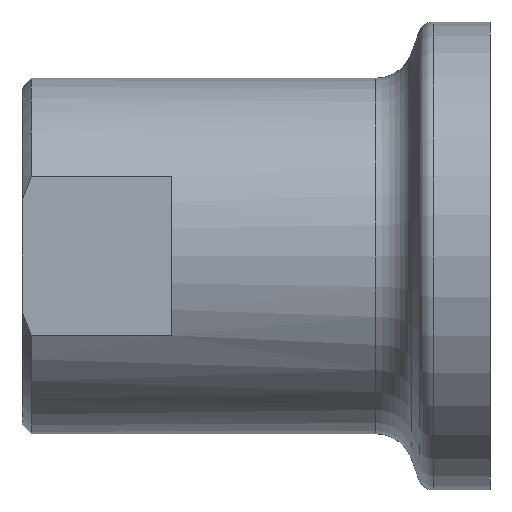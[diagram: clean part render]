
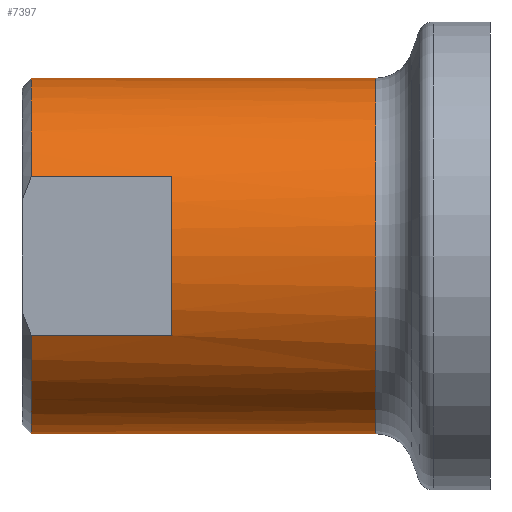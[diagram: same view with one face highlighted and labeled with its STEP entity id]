
A CAD part, front view. The second image highlights one B-rep face of the part: STEP entity #7397.
In plain terms, the highlighted cylindrical face has radius 9.5 mm (diameter 19 mm), a partial arc.
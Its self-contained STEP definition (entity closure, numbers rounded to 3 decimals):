
#53 = CARTESIAN_POINT ( 'NONE',  ( -17., -8.5, -4.243 ) ) ;
#61 = EDGE_CURVE ( 'NONE', #8026, #7319, #2702, .T. ) ;
#309 = CARTESIAN_POINT ( 'NONE',  ( -24.5, -8.5, 4.243 ) ) ;
#389 = VERTEX_POINT ( 'NONE', #3222 ) ;
#828 = DIRECTION ( 'NONE',  ( 0., 0., -1. ) ) ;
#859 = ORIENTED_EDGE ( 'NONE', *, *, #7823, .F. ) ;
#896 = AXIS2_PLACEMENT_3D ( 'NONE', #4741, #7325, #1610 ) ;
#917 = VERTEX_POINT ( 'NONE', #3182 ) ;
#937 = CYLINDRICAL_SURFACE ( 'NONE', #896, 9.5 ) ;
#998 = DIRECTION ( 'NONE',  ( 0., 0., 1. ) ) ;
#1042 = VERTEX_POINT ( 'NONE', #53 ) ;
#1349 = EDGE_CURVE ( 'NONE', #1042, #8026, #5757, .T. ) ;
#1553 = LINE ( 'NONE', #3502, #5905 ) ;
#1610 = DIRECTION ( 'NONE',  ( 0., 0., -1. ) ) ;
#1911 = CARTESIAN_POINT ( 'NONE',  ( -6.092, 0., 0. ) ) ;
#2132 = LINE ( 'NONE', #6034, #7266 ) ;
#2136 = ORIENTED_EDGE ( 'NONE', *, *, #1349, .F. ) ;
#2195 = FACE_OUTER_BOUND ( 'NONE', #8371, .T. ) ;
#2264 = CARTESIAN_POINT ( 'NONE',  ( -24.5, 0., 0. ) ) ;
#2470 = VERTEX_POINT ( 'NONE', #8129 ) ;
#2581 = CARTESIAN_POINT ( 'NONE',  ( 0., 0., 9.5 ) ) ;
#2660 = CARTESIAN_POINT ( 'NONE',  ( -24.5, 0., 0. ) ) ;
#2702 = LINE ( 'NONE', #3840, #7508 ) ;
#2851 = EDGE_CURVE ( 'NONE', #6038, #7319, #3197, .T. ) ;
#3182 = CARTESIAN_POINT ( 'NONE',  ( -6.092, 0., 9.5 ) ) ;
#3197 = CIRCLE ( 'NONE', #7923, 9.5 ) ;
#3222 = CARTESIAN_POINT ( 'NONE',  ( -6.092, 0., -9.5 ) ) ;
#3294 = DIRECTION ( 'NONE',  ( 0., 0., 1. ) ) ;
#3373 = DIRECTION ( 'NONE',  ( -1., 0., 0. ) ) ;
#3445 = DIRECTION ( 'NONE',  ( 1., 0., 0. ) ) ;
#3502 = CARTESIAN_POINT ( 'NONE',  ( 0., -8.5, -4.243 ) ) ;
#3722 = AXIS2_PLACEMENT_3D ( 'NONE', #3957, #6552, #828 ) ;
#3840 = CARTESIAN_POINT ( 'NONE',  ( 0., -8.5, 4.243 ) ) ;
#3845 = DIRECTION ( 'NONE',  ( 1., 0., 0. ) ) ;
#3860 = EDGE_CURVE ( 'NONE', #4159, #2470, #5775, .T. ) ;
#3927 = LINE ( 'NONE', #2581, #5493 ) ;
#3957 = CARTESIAN_POINT ( 'NONE',  ( -17., 0., 0. ) ) ;
#4159 = VERTEX_POINT ( 'NONE', #4252 ) ;
#4252 = CARTESIAN_POINT ( 'NONE',  ( -24.5, -8.5, -4.243 ) ) ;
#4277 = EDGE_CURVE ( 'NONE', #917, #389, #5500, .T. ) ;
#4331 = ORIENTED_EDGE ( 'NONE', *, *, #2851, .T. ) ;
#4370 = CARTESIAN_POINT ( 'NONE',  ( -24.5, 0., 9.5 ) ) ;
#4603 = DIRECTION ( 'NONE',  ( 1., 0., 0. ) ) ;
#4734 = ORIENTED_EDGE ( 'NONE', *, *, #4277, .F. ) ;
#4741 = CARTESIAN_POINT ( 'NONE',  ( 0., 0., 0. ) ) ;
#4776 = ORIENTED_EDGE ( 'NONE', *, *, #8015, .F. ) ;
#4817 = DIRECTION ( 'NONE',  ( 1., 0., 0. ) ) ;
#4965 = AXIS2_PLACEMENT_3D ( 'NONE', #2264, #3445, #998 ) ;
#5493 = VECTOR ( 'NONE', #3845, 1000. ) ;
#5500 = CIRCLE ( 'NONE', #6994, 9.5 ) ;
#5757 = CIRCLE ( 'NONE', #3722, 9.5 ) ;
#5772 = DIRECTION ( 'NONE',  ( 0., 0., -1. ) ) ;
#5775 = CIRCLE ( 'NONE', #4965, 9.5 ) ;
#5905 = VECTOR ( 'NONE', #4817, 1000. ) ;
#5932 = ORIENTED_EDGE ( 'NONE', *, *, #6891, .T. ) ;
#6006 = CARTESIAN_POINT ( 'NONE',  ( -17., -8.5, 4.243 ) ) ;
#6034 = CARTESIAN_POINT ( 'NONE',  ( 0., 0., -9.5 ) ) ;
#6038 = VERTEX_POINT ( 'NONE', #4370 ) ;
#6160 = DIRECTION ( 'NONE',  ( 1., 0., 0. ) ) ;
#6552 = DIRECTION ( 'NONE',  ( -1., 0., 0. ) ) ;
#6891 = EDGE_CURVE ( 'NONE', #2470, #389, #2132, .T. ) ;
#6994 = AXIS2_PLACEMENT_3D ( 'NONE', #1911, #7599, #5772 ) ;
#7266 = VECTOR ( 'NONE', #6160, 1000. ) ;
#7319 = VERTEX_POINT ( 'NONE', #309 ) ;
#7325 = DIRECTION ( 'NONE',  ( 1., 0., 0. ) ) ;
#7397 = ADVANCED_FACE ( 'NONE', ( #2195 ), #937, .T. ) ;
#7508 = VECTOR ( 'NONE', #3373, 1000. ) ;
#7522 = ORIENTED_EDGE ( 'NONE', *, *, #3860, .T. ) ;
#7599 = DIRECTION ( 'NONE',  ( 1., 0., 0. ) ) ;
#7823 = EDGE_CURVE ( 'NONE', #6038, #917, #3927, .T. ) ;
#7923 = AXIS2_PLACEMENT_3D ( 'NONE', #2660, #4603, #3294 ) ;
#8015 = EDGE_CURVE ( 'NONE', #4159, #1042, #1553, .T. ) ;
#8026 = VERTEX_POINT ( 'NONE', #6006 ) ;
#8087 = ORIENTED_EDGE ( 'NONE', *, *, #61, .F. ) ;
#8129 = CARTESIAN_POINT ( 'NONE',  ( -24.5, 0., -9.5 ) ) ;
#8371 = EDGE_LOOP ( 'NONE', ( #859, #4331, #8087, #2136, #4776, #7522, #5932, #4734 ) ) ;
